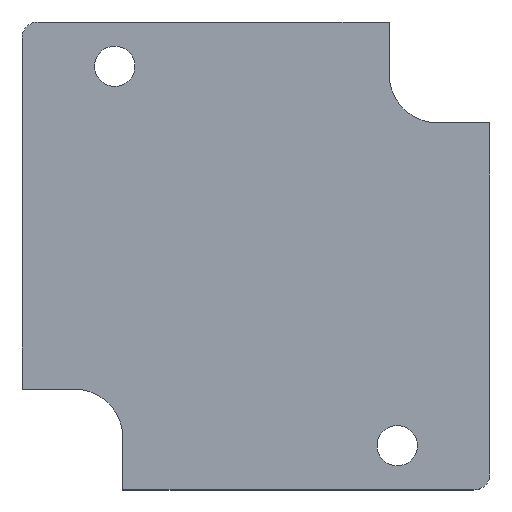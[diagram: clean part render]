
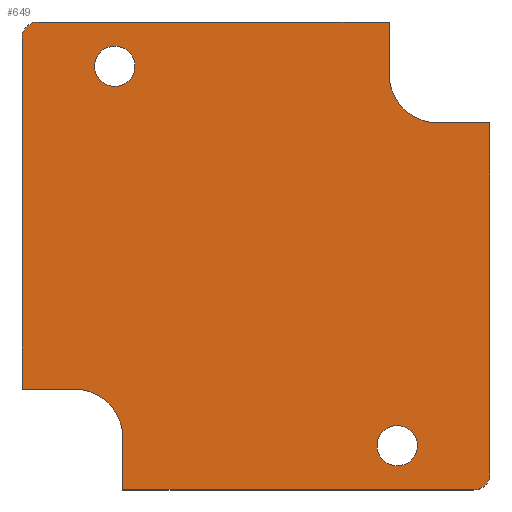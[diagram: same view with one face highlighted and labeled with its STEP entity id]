
A CAD part, top view. The second image highlights one B-rep face of the part: STEP entity #649.
In plain terms, the highlighted planar face has unit normal (0, 0, 1).
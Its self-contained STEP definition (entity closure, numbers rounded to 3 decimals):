
#1 = AXIS2_PLACEMENT_3D ( 'NONE', #294, #427, #613 ) ;
#9 = DIRECTION ( 'NONE',  ( 1., 0., 0. ) ) ;
#19 = CIRCLE ( 'NONE', #855, 1. ) ;
#21 = EDGE_CURVE ( 'NONE', #397, #603, #122, .T. ) ;
#26 = ORIENTED_EDGE ( 'NONE', *, *, #49, .F. ) ;
#29 = DIRECTION ( 'NONE',  ( 1., 0., 0. ) ) ;
#49 = EDGE_CURVE ( 'NONE', #864, #245, #436, .T. ) ;
#58 = CARTESIAN_POINT ( 'NONE',  ( 14.5, 8.25, 1. ) ) ;
#61 = DIRECTION ( 'NONE',  ( 0., 1., 0. ) ) ;
#69 = CARTESIAN_POINT ( 'NONE',  ( -14.5, -8.25, 1. ) ) ;
#75 = CARTESIAN_POINT ( 'NONE',  ( -8.25, -11.25, 1. ) ) ;
#83 = CARTESIAN_POINT ( 'NONE',  ( 8.25, 14.5, 1. ) ) ;
#87 = FACE_BOUND ( 'NONE', #780, .T. ) ;
#91 = CARTESIAN_POINT ( 'NONE',  ( -8.25, -14.5, 1. ) ) ;
#92 = CIRCLE ( 'NONE', #642, 3. ) ;
#96 = DIRECTION ( 'NONE',  ( 0., 0., -1. ) ) ;
#103 = VERTEX_POINT ( 'NONE', #91 ) ;
#120 = CARTESIAN_POINT ( 'NONE',  ( -8.25, -14.5, 1. ) ) ;
#122 = CIRCLE ( 'NONE', #654, 1.25 ) ;
#123 = CIRCLE ( 'NONE', #1, 1. ) ;
#128 = ORIENTED_EDGE ( 'NONE', *, *, #370, .F. ) ;
#135 = DIRECTION ( 'NONE',  ( 0., 1., 0. ) ) ;
#138 = CARTESIAN_POINT ( 'NONE',  ( 14.5, -13.5, 1. ) ) ;
#140 = CARTESIAN_POINT ( 'NONE',  ( 13.5, -13.5, 1. ) ) ;
#141 = EDGE_CURVE ( 'NONE', #523, #246, #580, .T. ) ;
#142 = AXIS2_PLACEMENT_3D ( 'NONE', #434, #696, #346 ) ;
#143 = ORIENTED_EDGE ( 'NONE', *, *, #524, .T. ) ;
#145 = LINE ( 'NONE', #83, #726 ) ;
#153 = DIRECTION ( 'NONE',  ( 1., 0., 0. ) ) ;
#158 = DIRECTION ( 'NONE',  ( 0., 0., 1. ) ) ;
#159 = VECTOR ( 'NONE', #173, 1000. ) ;
#163 = ORIENTED_EDGE ( 'NONE', *, *, #141, .F. ) ;
#164 = PLANE ( 'NONE',  #498 ) ;
#167 = ORIENTED_EDGE ( 'NONE', *, *, #304, .T. ) ;
#173 = DIRECTION ( 'NONE',  ( 1., 0., 0. ) ) ;
#183 = VECTOR ( 'NONE', #692, 1000. ) ;
#192 = EDGE_CURVE ( 'NONE', #859, #324, #775, .T. ) ;
#193 = ORIENTED_EDGE ( 'NONE', *, *, #247, .T. ) ;
#196 = ORIENTED_EDGE ( 'NONE', *, *, #309, .T. ) ;
#198 = LINE ( 'NONE', #120, #758 ) ;
#199 = ORIENTED_EDGE ( 'NONE', *, *, #410, .F. ) ;
#207 = LINE ( 'NONE', #214, #890 ) ;
#209 = EDGE_CURVE ( 'NONE', #246, #469, #145, .T. ) ;
#212 = CARTESIAN_POINT ( 'NONE',  ( -14.5, 13.5, 1. ) ) ;
#213 = CARTESIAN_POINT ( 'NONE',  ( 13.5, -14.5, 1. ) ) ;
#214 = CARTESIAN_POINT ( 'NONE',  ( -14.5, -8.25, 1. ) ) ;
#225 = CARTESIAN_POINT ( 'NONE',  ( 8.25, 14.5, 1. ) ) ;
#245 = VERTEX_POINT ( 'NONE', #138 ) ;
#246 = VERTEX_POINT ( 'NONE', #225 ) ;
#247 = EDGE_CURVE ( 'NONE', #879, #469, #512, .T. ) ;
#256 = EDGE_CURVE ( 'NONE', #884, #569, #582, .T. ) ;
#260 = CARTESIAN_POINT ( 'NONE',  ( -13.5, 14.5, 1. ) ) ;
#276 = CARTESIAN_POINT ( 'NONE',  ( 11.25, 8.25, 1. ) ) ;
#277 = VERTEX_POINT ( 'NONE', #75 ) ;
#282 = CARTESIAN_POINT ( 'NONE',  ( 8.25, 11.25, 1. ) ) ;
#292 = EDGE_CURVE ( 'NONE', #597, #523, #123, .T. ) ;
#293 = CARTESIAN_POINT ( 'NONE',  ( 0., 0., 1. ) ) ;
#294 = CARTESIAN_POINT ( 'NONE',  ( -13.5, 13.5, 1. ) ) ;
#300 = VERTEX_POINT ( 'NONE', #213 ) ;
#304 = EDGE_CURVE ( 'NONE', #569, #884, #876, .T. ) ;
#309 = EDGE_CURVE ( 'NONE', #859, #277, #92, .T. ) ;
#320 = AXIS2_PLACEMENT_3D ( 'NONE', #356, #351, #765 ) ;
#321 = DIRECTION ( 'NONE',  ( 0., 0., -1. ) ) ;
#324 = VERTEX_POINT ( 'NONE', #69 ) ;
#327 = EDGE_LOOP ( 'NONE', ( #473, #167 ) ) ;
#334 = LINE ( 'NONE', #276, #518 ) ;
#337 = CARTESIAN_POINT ( 'NONE',  ( 10., -11.75, 1. ) ) ;
#338 = ORIENTED_EDGE ( 'NONE', *, *, #791, .F. ) ;
#346 = DIRECTION ( 'NONE',  ( 1., 0., 0. ) ) ;
#351 = DIRECTION ( 'NONE',  ( 0., 0., -1. ) ) ;
#356 = CARTESIAN_POINT ( 'NONE',  ( 11.25, 11.25, 1. ) ) ;
#363 = FACE_OUTER_BOUND ( 'NONE', #747, .T. ) ;
#370 = EDGE_CURVE ( 'NONE', #879, #864, #334, .T. ) ;
#380 = ORIENTED_EDGE ( 'NONE', *, *, #711, .F. ) ;
#390 = CARTESIAN_POINT ( 'NONE',  ( -8.75, 11.75, 1. ) ) ;
#397 = VERTEX_POINT ( 'NONE', #887 ) ;
#403 = ORIENTED_EDGE ( 'NONE', *, *, #21, .T. ) ;
#410 = EDGE_CURVE ( 'NONE', #245, #300, #19, .T. ) ;
#411 = ORIENTED_EDGE ( 'NONE', *, *, #292, .F. ) ;
#416 = DIRECTION ( 'NONE',  ( 0., 0., -1. ) ) ;
#422 = DIRECTION ( 'NONE',  ( 1., 0., 0. ) ) ;
#427 = DIRECTION ( 'NONE',  ( 0., 0., -1. ) ) ;
#432 = DIRECTION ( 'NONE',  ( 1., 0., 0. ) ) ;
#434 = CARTESIAN_POINT ( 'NONE',  ( 8.75, -11.75, 1. ) ) ;
#436 = LINE ( 'NONE', #496, #663 ) ;
#439 = DIRECTION ( 'NONE',  ( 0., -1., 0. ) ) ;
#469 = VERTEX_POINT ( 'NONE', #282 ) ;
#473 = ORIENTED_EDGE ( 'NONE', *, *, #256, .T. ) ;
#474 = DIRECTION ( 'NONE',  ( 0., 0., -1. ) ) ;
#496 = CARTESIAN_POINT ( 'NONE',  ( 14.5, 8.25, 1. ) ) ;
#498 = AXIS2_PLACEMENT_3D ( 'NONE', #293, #158, #432 ) ;
#512 = CIRCLE ( 'NONE', #320, 3. ) ;
#518 = VECTOR ( 'NONE', #422, 1000. ) ;
#523 = VERTEX_POINT ( 'NONE', #260 ) ;
#524 = EDGE_CURVE ( 'NONE', #603, #397, #869, .T. ) ;
#569 = VERTEX_POINT ( 'NONE', #732 ) ;
#580 = LINE ( 'NONE', #866, #159 ) ;
#582 = CIRCLE ( 'NONE', #626, 1.25 ) ;
#597 = VERTEX_POINT ( 'NONE', #212 ) ;
#602 = LINE ( 'NONE', #891, #868 ) ;
#603 = VERTEX_POINT ( 'NONE', #768 ) ;
#613 = DIRECTION ( 'NONE',  ( 1., 0., 0. ) ) ;
#626 = AXIS2_PLACEMENT_3D ( 'NONE', #844, #628, #153 ) ;
#628 = DIRECTION ( 'NONE',  ( 0., 0., -1. ) ) ;
#639 = ORIENTED_EDGE ( 'NONE', *, *, #892, .F. ) ;
#642 = AXIS2_PLACEMENT_3D ( 'NONE', #705, #474, #9 ) ;
#645 = FACE_BOUND ( 'NONE', #327, .T. ) ;
#649 = ADVANCED_FACE ( 'NONE', ( #645, #87, #363 ), #164, .T. ) ;
#654 = AXIS2_PLACEMENT_3D ( 'NONE', #852, #96, #29 ) ;
#663 = VECTOR ( 'NONE', #439, 1000. ) ;
#672 = CARTESIAN_POINT ( 'NONE',  ( 11.25, 8.25, 1. ) ) ;
#692 = DIRECTION ( 'NONE',  ( -1., 0., 0. ) ) ;
#696 = DIRECTION ( 'NONE',  ( 0., 0., -1. ) ) ;
#705 = CARTESIAN_POINT ( 'NONE',  ( -11.25, -11.25, 1. ) ) ;
#711 = EDGE_CURVE ( 'NONE', #324, #597, #207, .T. ) ;
#726 = VECTOR ( 'NONE', #751, 1000. ) ;
#730 = CARTESIAN_POINT ( 'NONE',  ( -11.25, -8.25, 1. ) ) ;
#732 = CARTESIAN_POINT ( 'NONE',  ( 7.5, -11.75, 1. ) ) ;
#747 = EDGE_LOOP ( 'NONE', ( #128, #193, #788, #163, #411, #380, #829, #196, #338, #639, #199, #26 ) ) ;
#751 = DIRECTION ( 'NONE',  ( 0., -1., 0. ) ) ;
#757 = CARTESIAN_POINT ( 'NONE',  ( -11.25, -8.25, 1. ) ) ;
#758 = VECTOR ( 'NONE', #135, 1000. ) ;
#765 = DIRECTION ( 'NONE',  ( 1., 0., 0. ) ) ;
#768 = CARTESIAN_POINT ( 'NONE',  ( -7.5, 11.75, 1. ) ) ;
#775 = LINE ( 'NONE', #757, #183 ) ;
#780 = EDGE_LOOP ( 'NONE', ( #143, #403 ) ) ;
#788 = ORIENTED_EDGE ( 'NONE', *, *, #209, .F. ) ;
#791 = EDGE_CURVE ( 'NONE', #103, #277, #198, .T. ) ;
#795 = AXIS2_PLACEMENT_3D ( 'NONE', #390, #321, #878 ) ;
#805 = DIRECTION ( 'NONE',  ( -1., 0., 0. ) ) ;
#829 = ORIENTED_EDGE ( 'NONE', *, *, #192, .F. ) ;
#835 = DIRECTION ( 'NONE',  ( 1., 0., 0. ) ) ;
#844 = CARTESIAN_POINT ( 'NONE',  ( 8.75, -11.75, 1. ) ) ;
#852 = CARTESIAN_POINT ( 'NONE',  ( -8.75, 11.75, 1. ) ) ;
#855 = AXIS2_PLACEMENT_3D ( 'NONE', #140, #416, #835 ) ;
#859 = VERTEX_POINT ( 'NONE', #730 ) ;
#864 = VERTEX_POINT ( 'NONE', #58 ) ;
#866 = CARTESIAN_POINT ( 'NONE',  ( -13.5, 14.5, 1. ) ) ;
#868 = VECTOR ( 'NONE', #805, 1000. ) ;
#869 = CIRCLE ( 'NONE', #795, 1.25 ) ;
#876 = CIRCLE ( 'NONE', #142, 1.25 ) ;
#878 = DIRECTION ( 'NONE',  ( 1., 0., 0. ) ) ;
#879 = VERTEX_POINT ( 'NONE', #672 ) ;
#884 = VERTEX_POINT ( 'NONE', #337 ) ;
#887 = CARTESIAN_POINT ( 'NONE',  ( -10., 11.75, 1. ) ) ;
#890 = VECTOR ( 'NONE', #61, 1000. ) ;
#891 = CARTESIAN_POINT ( 'NONE',  ( 13.5, -14.5, 1. ) ) ;
#892 = EDGE_CURVE ( 'NONE', #300, #103, #602, .T. ) ;
